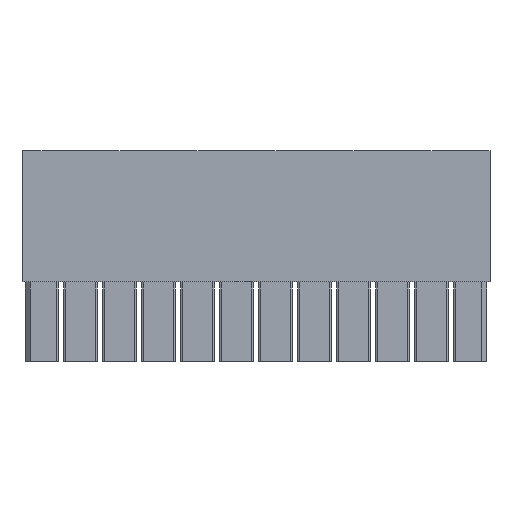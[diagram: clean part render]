
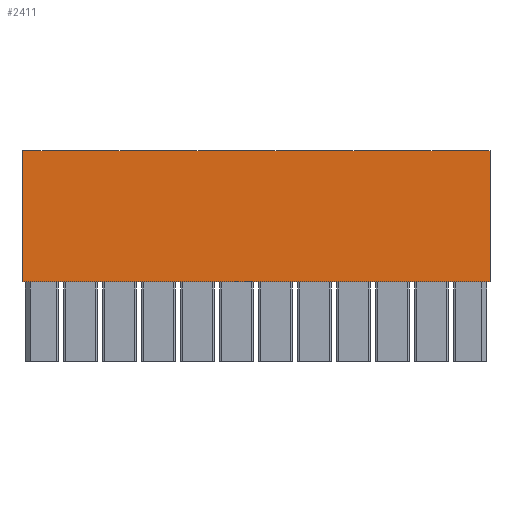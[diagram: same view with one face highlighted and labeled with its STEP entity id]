
A CAD part, front view. The second image highlights one B-rep face of the part: STEP entity #2411.
In plain terms, the highlighted planar face has unit normal (0, -1, 0).
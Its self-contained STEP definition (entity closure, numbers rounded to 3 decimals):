
#2384=AXIS2_PLACEMENT_3D('Plane Axis2P3D',#2381,#2382,#2383) ;
#111=CARTESIAN_POINT('Vertex',(91.44,0.,15.5)) ;
#114=CARTESIAN_POINT('Line Origine',(45.72,0.,15.5)) ;
#118=CARTESIAN_POINT('Vertex',(0.,0.,15.5)) ;
#2381=CARTESIAN_POINT('Axis2P3D Location',(0.,0.,15.5)) ;
#2386=CARTESIAN_POINT('Line Origine',(91.44,0.,28.325)) ;
#2390=CARTESIAN_POINT('Vertex',(91.44,0.,41.15)) ;
#2393=CARTESIAN_POINT('Line Origine',(45.72,0.,41.15)) ;
#2397=CARTESIAN_POINT('Vertex',(0.,0.,41.15)) ;
#2400=CARTESIAN_POINT('Line Origine',(0.,0.,28.325)) ;
#115=DIRECTION('Vector Direction',(1.,0.,0.)) ;
#2382=DIRECTION('Axis2P3D Direction',(0.,1.,0.)) ;
#2383=DIRECTION('Axis2P3D XDirection',(0.,0.,1.)) ;
#2387=DIRECTION('Vector Direction',(0.,0.,1.)) ;
#2394=DIRECTION('Vector Direction',(1.,0.,0.)) ;
#2401=DIRECTION('Vector Direction',(0.,0.,1.)) ;
#116=VECTOR('Line Direction',#115,1.) ;
#2388=VECTOR('Line Direction',#2387,1.) ;
#2395=VECTOR('Line Direction',#2394,1.) ;
#2402=VECTOR('Line Direction',#2401,1.) ;
#2406=ORIENTED_EDGE('',*,*,#2392,.T.) ;
#2407=ORIENTED_EDGE('',*,*,#2399,.F.) ;
#2408=ORIENTED_EDGE('',*,*,#2404,.F.) ;
#2409=ORIENTED_EDGE('',*,*,#120,.T.) ;
#2411=ADVANCED_FACE('HOUSING',(#2410),#2385,.F.) ;
#120=EDGE_CURVE('',#119,#112,#117,.T.) ;
#2392=EDGE_CURVE('',#112,#2391,#2389,.T.) ;
#2399=EDGE_CURVE('',#2398,#2391,#2396,.T.) ;
#2404=EDGE_CURVE('',#119,#2398,#2403,.T.) ;
#2405=EDGE_LOOP('',(#2406,#2407,#2408,#2409)) ;
#2410=FACE_OUTER_BOUND('',#2405,.T.) ;
#117=LINE('Line',#114,#116) ;
#2389=LINE('Line',#2386,#2388) ;
#2396=LINE('Line',#2393,#2395) ;
#2403=LINE('Line',#2400,#2402) ;
#2385=PLANE('',#2384) ;
#112=VERTEX_POINT('',#111) ;
#119=VERTEX_POINT('',#118) ;
#2391=VERTEX_POINT('',#2390) ;
#2398=VERTEX_POINT('',#2397) ;
